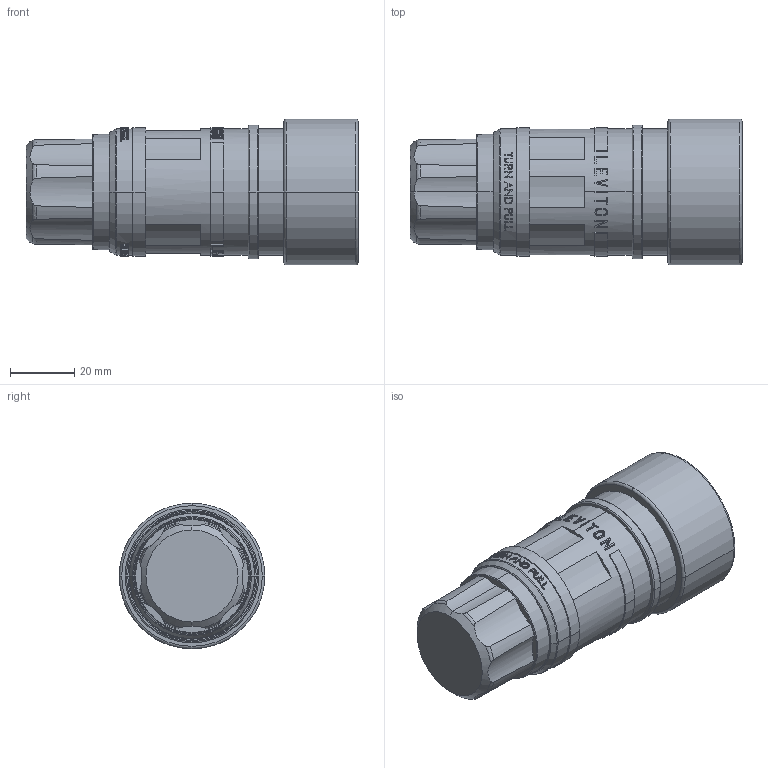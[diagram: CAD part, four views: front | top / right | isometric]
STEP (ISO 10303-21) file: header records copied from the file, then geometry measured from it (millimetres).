
FILE_DESCRIPTION (( 'STEP AP214' ), '1' );
FILE_NAME ('CATSTD-25W07-000-M01.STEP', '2021-08-19T13:57:32', ( '' ), ( '' ), 'SwSTEP 2.0', 'SolidWorks 2020', '' );
FILE_SCHEMA (( 'AUTOMOTIVE_DESIGN' ));
Length unit declared in the file: inch
Products named in the file (1): CATSTD-25W07-000-M01
Bounding box: 103.05 x 45.24 x 45.24 mm (x, y, z)
Volume: 104232.1 mm3; surface area: 20556.9 mm2
Topology: 1 solids, 12 shells, 917 faces, 2378 edges, 1577 vertices
Faces by surface type: plane 589, cylinder 217, bspline 65, torus 25, cone 21
Full cylindrical faces by diameter (mm): 5.207 x3, 34.95 x1, 38.1 x1
Entity records: 46410 total; most frequent: CARTESIAN_POINT 12338, ORIENTED_EDGE 4732, DIRECTION 4422, EDGE_CURVE 2366, VERTEX_POINT 1572, AXIS2_PLACEMENT_3D 1519, VECTOR 1384, LINE 1384
